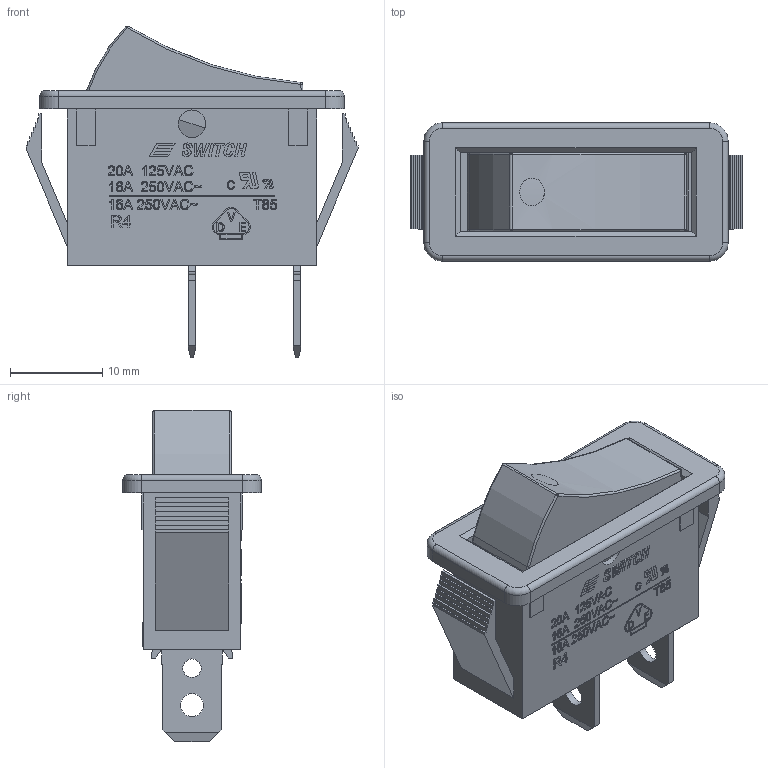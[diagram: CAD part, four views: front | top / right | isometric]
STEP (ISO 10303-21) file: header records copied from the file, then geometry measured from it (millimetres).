
FILE_DESCRIPTION(/* description */ ('','CAx-IF Rec.Pracs.---Representation and Presentation of Product Manufacturing Information (PMI)---4.0---2014-10-13'),/* implementation_level */ '2;1');
FILE_NAME(/* name */ 'R4AxxxxxxAF0.stp',/* time_stamp */ '2019-03-15T08:52:09-05:00',/* author */ ('mroman'),/* organization */ (''),/* preprocessor_version */ 'ST-DEVELOPER v17',/* originating_system */ 'Autodesk Inventor 2018',/* authorisation */ '');
FILE_SCHEMA (('AP242_MANAGED_MODEL_BASED_3D_ENGINEERING_MIM_LF { 1 0 10303 442 1 1 4 }'));
Length unit declared in the file: millimetre
Products named in the file (1): R4AxxxxxxAF0
Bounding box: 36 x 15 x 35.99 mm (x, y, z)
Volume: 3035.2 mm3; surface area: 6275.9 mm2
Topology: 4 solids, 4 shells, 992 faces, 2670 edges, 1767 vertices
Faces by surface type: plane 615, bspline 300, cylinder 61, torus 10, sphere 4, cone 2
Full cylindrical faces by diameter (mm): 2 x3, 2.5 x2, 3 x5, 3.4 x1
Entity records: 32698 total; most frequent: CARTESIAN_POINT 9615, ORIENTED_EDGE 5332, DIRECTION 3623, EDGE_CURVE 2666, LINE 1905, VECTOR 1905, VERTEX_POINT 1765, EDGE_LOOP 1095
